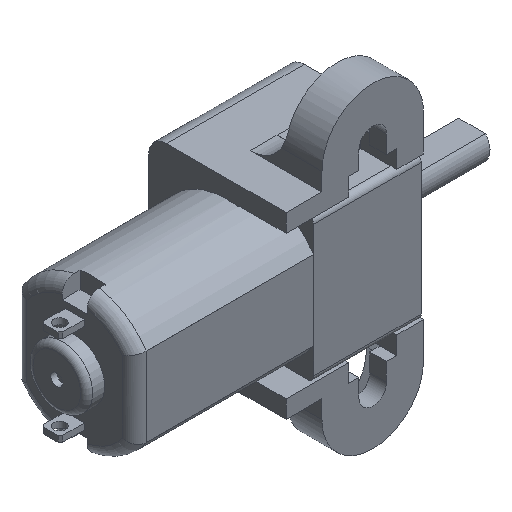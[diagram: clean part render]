
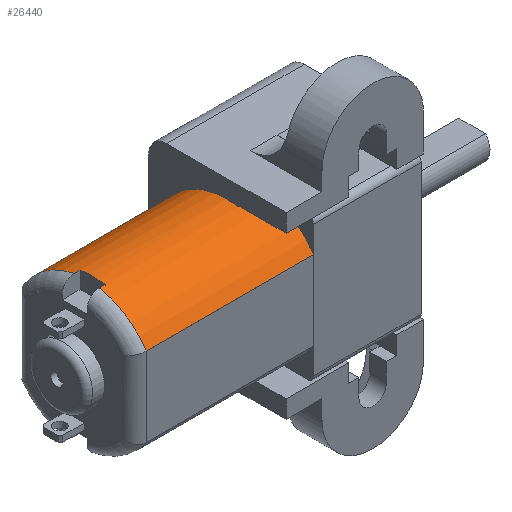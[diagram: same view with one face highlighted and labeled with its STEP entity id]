
A CAD part, isometric view. The second image highlights one B-rep face of the part: STEP entity #26440.
In plain terms, the highlighted cylindrical face has radius 6 mm (diameter 12 mm), a partial arc.
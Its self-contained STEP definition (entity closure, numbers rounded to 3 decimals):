
#249 = AXIS2_PLACEMENT_3D ( 'NONE', #48795, #14597, #3752 ) ;
#1218 = CARTESIAN_POINT ( 'NONE',  ( 0., -5., 3.317 ) ) ;
#2119 = AXIS2_PLACEMENT_3D ( 'NONE', #44968, #25966, #3366 ) ;
#2424 = CARTESIAN_POINT ( 'NONE',  ( -14., 0., 0. ) ) ;
#3366 = DIRECTION ( 'NONE',  ( 0., 0., -1. ) ) ;
#3453 = CARTESIAN_POINT ( 'NONE',  ( -2.3, 5., 3.317 ) ) ;
#3752 = DIRECTION ( 'NONE',  ( 0., 0., 1. ) ) ;
#3788 = CIRCLE ( 'NONE', #6035, 6. ) ;
#4389 = FACE_OUTER_BOUND ( 'NONE', #27535, .T. ) ;
#5513 = CARTESIAN_POINT ( 'NONE',  ( -15., -1.05, 5.907 ) ) ;
#5748 = VECTOR ( 'NONE', #36088, 1000. ) ;
#5798 = LINE ( 'NONE', #35868, #27105 ) ;
#5848 = VERTEX_POINT ( 'NONE', #19609 ) ;
#6035 = AXIS2_PLACEMENT_3D ( 'NONE', #14070, #10920, #21682 ) ;
#6222 = LINE ( 'NONE', #5513, #10936 ) ;
#6769 = CARTESIAN_POINT ( 'NONE',  ( -13.5, 1.05, 5.907 ) ) ;
#6896 = ORIENTED_EDGE ( 'NONE', *, *, #43302, .F. ) ;
#8868 = EDGE_CURVE ( 'NONE', #39373, #46414, #28167, .T. ) ;
#8999 = CARTESIAN_POINT ( 'NONE',  ( -14., 1.05, 5.907 ) ) ;
#9550 = CARTESIAN_POINT ( 'NONE',  ( -15., 5., 3.317 ) ) ;
#9568 = VERTEX_POINT ( 'NONE', #25769 ) ;
#9749 = AXIS2_PLACEMENT_3D ( 'NONE', #40751, #48465, #44335 ) ;
#10557 = AXIS2_PLACEMENT_3D ( 'NONE', #2424, #13921, #39927 ) ;
#10920 = DIRECTION ( 'NONE',  ( 1., 0., 0. ) ) ;
#10936 = VECTOR ( 'NONE', #47275, 1000. ) ;
#11601 = CIRCLE ( 'NONE', #249, 6. ) ;
#13921 = DIRECTION ( 'NONE',  ( 1., 0., 0. ) ) ;
#14070 = CARTESIAN_POINT ( 'NONE',  ( -14., 0., 0. ) ) ;
#14597 = DIRECTION ( 'NONE',  ( -1., 0., 0. ) ) ;
#15116 = EDGE_CURVE ( 'NONE', #9568, #40798, #20439, .T. ) ;
#15563 = EDGE_CURVE ( 'NONE', #36309, #38160, #3788, .T. ) ;
#16042 = CARTESIAN_POINT ( 'NONE',  ( -2.3, -1., 5.916 ) ) ;
#16461 = DIRECTION ( 'NONE',  ( -1., 0., 0. ) ) ;
#16681 = CYLINDRICAL_SURFACE ( 'NONE', #2119, 6. ) ;
#17160 = DIRECTION ( 'NONE',  ( 1., 0., 0. ) ) ;
#18426 = LINE ( 'NONE', #28784, #44451 ) ;
#19609 = CARTESIAN_POINT ( 'NONE',  ( -14., -1.05, 5.907 ) ) ;
#19794 = VERTEX_POINT ( 'NONE', #35891 ) ;
#20129 = DIRECTION ( 'NONE',  ( 1., 0., 0. ) ) ;
#20439 = CIRCLE ( 'NONE', #9749, 6. ) ;
#20549 = LINE ( 'NONE', #9550, #5748 ) ;
#20567 = DIRECTION ( 'NONE',  ( 1., 0., 0. ) ) ;
#20942 = VERTEX_POINT ( 'NONE', #1218 ) ;
#21682 = DIRECTION ( 'NONE',  ( 0., 0., -1. ) ) ;
#22374 = VERTEX_POINT ( 'NONE', #31840 ) ;
#23653 = ORIENTED_EDGE ( 'NONE', *, *, #15116, .F. ) ;
#23920 = ORIENTED_EDGE ( 'NONE', *, *, #30111, .F. ) ;
#23924 = EDGE_CURVE ( 'NONE', #5848, #19794, #44980, .T. ) ;
#24199 = CARTESIAN_POINT ( 'NONE',  ( -2.3, 0., 0. ) ) ;
#24225 = CARTESIAN_POINT ( 'NONE',  ( -15., -1., 5.916 ) ) ;
#24903 = EDGE_CURVE ( 'NONE', #20942, #22374, #11601, .T. ) ;
#25254 = EDGE_CURVE ( 'NONE', #5848, #9568, #6222, .T. ) ;
#25769 = CARTESIAN_POINT ( 'NONE',  ( -13.5, -1.05, 5.907 ) ) ;
#25966 = DIRECTION ( 'NONE',  ( 1., 0., 0. ) ) ;
#26440 = ADVANCED_FACE ( 'NONE', ( #4389 ), #16681, .T. ) ;
#27105 = VECTOR ( 'NONE', #16461, 1000. ) ;
#27180 = CARTESIAN_POINT ( 'NONE',  ( -14., 5., 3.317 ) ) ;
#27535 = EDGE_LOOP ( 'NONE', ( #29282, #36361, #44148, #23920, #23653, #40045, #31369, #48396, #33144, #6896 ) ) ;
#28167 = CIRCLE ( 'NONE', #30987, 6. ) ;
#28784 = CARTESIAN_POINT ( 'NONE',  ( -15., -5., 3.317 ) ) ;
#29137 = LINE ( 'NONE', #24225, #33943 ) ;
#29282 = ORIENTED_EDGE ( 'NONE', *, *, #8868, .F. ) ;
#30111 = EDGE_CURVE ( 'NONE', #40798, #38160, #5798, .T. ) ;
#30987 = AXIS2_PLACEMENT_3D ( 'NONE', #24199, #20567, #43047 ) ;
#31369 = ORIENTED_EDGE ( 'NONE', *, *, #23924, .T. ) ;
#31840 = CARTESIAN_POINT ( 'NONE',  ( 0., -1., 5.916 ) ) ;
#33144 = ORIENTED_EDGE ( 'NONE', *, *, #24903, .T. ) ;
#33943 = VECTOR ( 'NONE', #20129, 1000. ) ;
#35868 = CARTESIAN_POINT ( 'NONE',  ( -15., 1.05, 5.907 ) ) ;
#35891 = CARTESIAN_POINT ( 'NONE',  ( -14., -5., 3.317 ) ) ;
#36088 = DIRECTION ( 'NONE',  ( 1., 0., 0. ) ) ;
#36309 = VERTEX_POINT ( 'NONE', #27180 ) ;
#36361 = ORIENTED_EDGE ( 'NONE', *, *, #41638, .F. ) ;
#36466 = EDGE_CURVE ( 'NONE', #19794, #20942, #18426, .T. ) ;
#38160 = VERTEX_POINT ( 'NONE', #8999 ) ;
#39373 = VERTEX_POINT ( 'NONE', #3453 ) ;
#39927 = DIRECTION ( 'NONE',  ( 0., 0., -1. ) ) ;
#40045 = ORIENTED_EDGE ( 'NONE', *, *, #25254, .F. ) ;
#40751 = CARTESIAN_POINT ( 'NONE',  ( -13.5, 0., 0. ) ) ;
#40798 = VERTEX_POINT ( 'NONE', #6769 ) ;
#41638 = EDGE_CURVE ( 'NONE', #36309, #39373, #20549, .T. ) ;
#43047 = DIRECTION ( 'NONE',  ( 0., 0., 1. ) ) ;
#43302 = EDGE_CURVE ( 'NONE', #46414, #22374, #29137, .T. ) ;
#44148 = ORIENTED_EDGE ( 'NONE', *, *, #15563, .T. ) ;
#44335 = DIRECTION ( 'NONE',  ( 0., 0., -1. ) ) ;
#44451 = VECTOR ( 'NONE', #17160, 1000. ) ;
#44968 = CARTESIAN_POINT ( 'NONE',  ( -15., 0., 0. ) ) ;
#44980 = CIRCLE ( 'NONE', #10557, 6. ) ;
#46414 = VERTEX_POINT ( 'NONE', #16042 ) ;
#47275 = DIRECTION ( 'NONE',  ( 1., 0., 0. ) ) ;
#48396 = ORIENTED_EDGE ( 'NONE', *, *, #36466, .T. ) ;
#48465 = DIRECTION ( 'NONE',  ( -1., 0., 0. ) ) ;
#48795 = CARTESIAN_POINT ( 'NONE',  ( 0., 0., 0. ) ) ;
